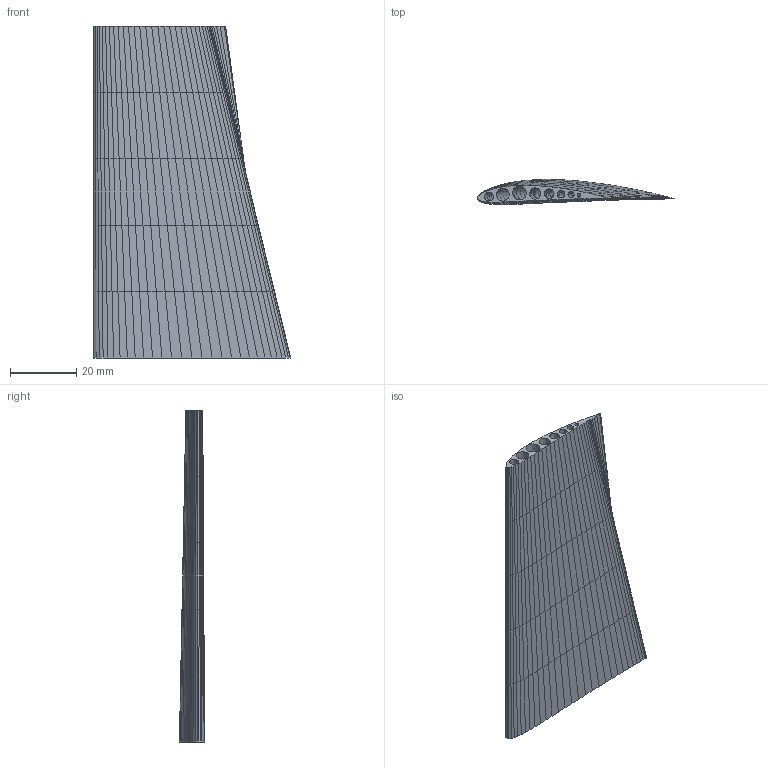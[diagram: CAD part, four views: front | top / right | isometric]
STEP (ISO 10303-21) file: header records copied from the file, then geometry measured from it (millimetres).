
FILE_DESCRIPTION(/* description */ (''),/* implementation_level */ '2;1');
FILE_NAME(/* name */ 'NACA4412 airfoil v2.step',/* time_stamp */ '2025-05-16T21:33:25+05:30',/* author */ (''),/* organization */ (''),/* preprocessor_version */ 'ST-DEVELOPER v20.1',/* originating_system */ 'Autodesk Translation Framework v14.4.0.0',/* authorisation */ '');
FILE_SCHEMA (('AUTOMOTIVE_DESIGN { 1 0 10303 214 3 1 1 }'));
Length unit declared in the file: millimetre
Products named in the file (1): NACA4412 airfoil
Bounding box: 59.41 x 7.59 x 100 mm (x, y, z)
Volume: 12080.9 mm3; surface area: 19799.9 mm2
Topology: 5 solids, 5 shells, 350 faces, 1020 edges, 680 vertices
Faces by surface type: bspline 340, plane 10
Entity records: 20054 total; most frequent: CARTESIAN_POINT 12792, ORIENTED_EDGE 2040, EDGE_CURVE 1020, VERTEX_POINT 680, DIRECTION 542, B_SPLINE_CURVE_WITH_KNOTS 520, EDGE_LOOP 430, LINE 360
